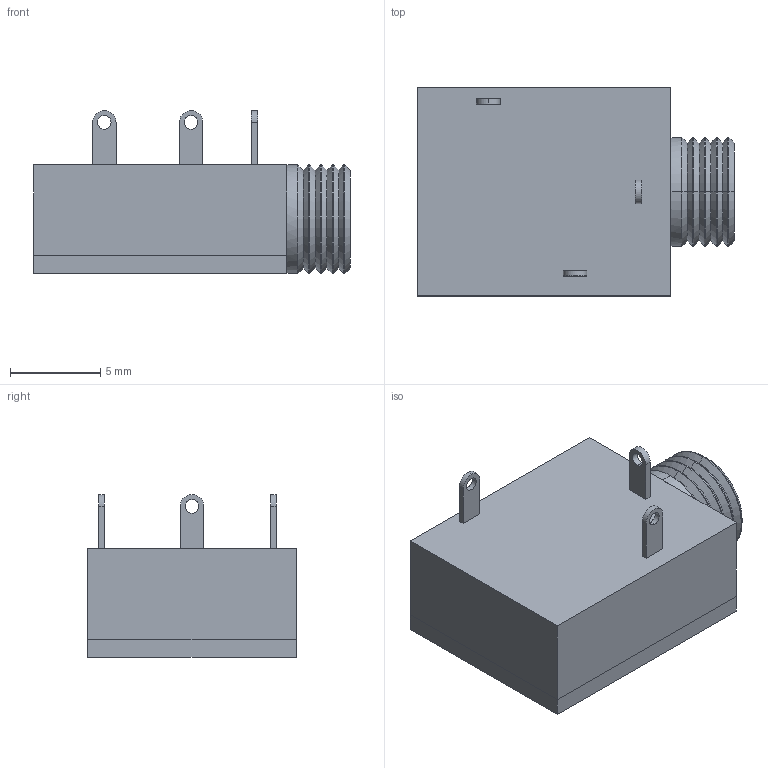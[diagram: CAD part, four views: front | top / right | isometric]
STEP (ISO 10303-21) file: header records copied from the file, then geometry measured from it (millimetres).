
FILE_DESCRIPTION (( 'STEP AP214' ), '1' );
FILE_NAME ('CUI-$PARTNUMBER.STEP', '2010-03-15T09:04:54', ( 'sysAdmin' ), ( 'SolidWorks' ), 'SwSTEP 2.0', 'SolidWorks 2010', '' );
FILE_SCHEMA (( 'AUTOMOTIVE_DESIGN' ));
Length unit declared in the file: millimetre
Products named in the file (1): CUI-$PARTNUMBER
Bounding box: 17.5 x 11.5 x 9 mm (x, y, z)
Volume: 1025.1 mm3; surface area: 1100.9 mm2
Topology: 2 solids, 2 shells, 68 faces, 150 edges, 90 vertices
Faces by surface type: plane 28, cylinder 22, cone 18
Entity records: 2301 total; most frequent: DIRECTION 344, CARTESIAN_POINT 309, ORIENTED_EDGE 300, EDGE_CURVE 150, AXIS2_PLACEMENT_3D 125, LINE 94, VECTOR 94, VERTEX_POINT 90
